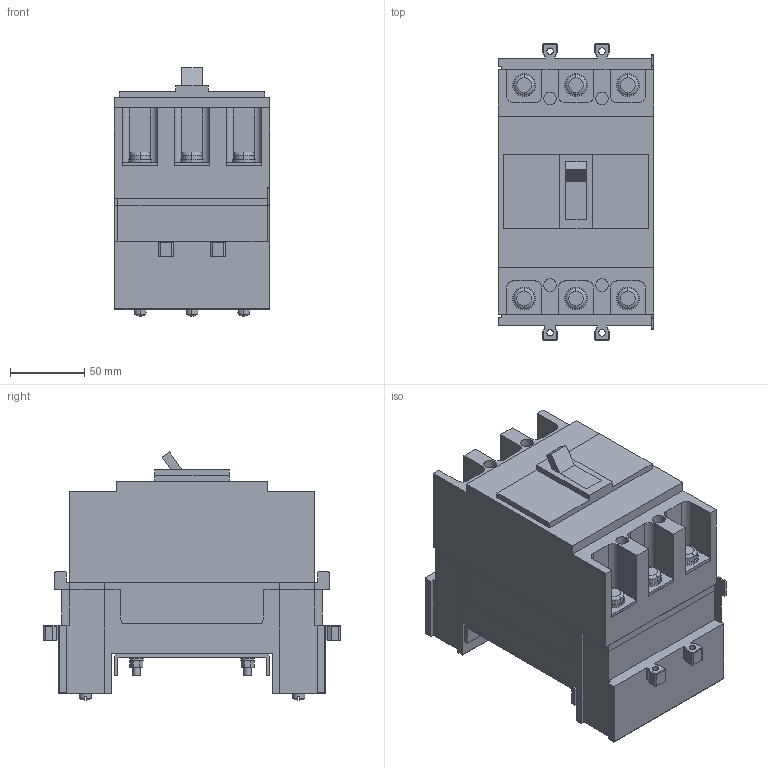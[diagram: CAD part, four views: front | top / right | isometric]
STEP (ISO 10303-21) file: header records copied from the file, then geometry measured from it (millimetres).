
FILE_DESCRIPTION(('CoCreate Modeling STEP Export'),'2;1');
FILE_NAME('Ｓ２２５ＮＦ３Ｍ.stp','2016-03-25T13:27:52',(''),(''),'CoCreate Modeling STEP processor for AP214 (Solid Model)','CoCreate Modeling 17.0 01-Apr-2010 (C) Parametric Technology GmbH','');
FILE_SCHEMA(('AUTOMOTIVE_DESIGN { 1 0 10303 214 1 1 1 1 }'));
Length unit declared in the file: millimetre
Products named in the file (14): P4.1; P12.4; P1; P2.2; P3.1; P4; P5; p8.3; p6.3; p7.2; p9.1; P11.5; P10; Ｓ２２５ＮＦ３Ｍ
Assembly tree (50 placements, depth 2):
  Ｓ２２５ＮＦ３Ｍ
    P12.4  x6
    P11.5  x6
    P10  x6
    p9.1  x6
    p7.2  x4
    p6.3  x4
    p8.3  x4
    P5
    P4
    P2.2  x4
    P3.1  x6
    P1
    P4.1
Bounding box: 105 x 200 x 167.48 mm (x, y, z)
Volume: 1987029.2 mm3; surface area: 308103.1 mm2
Topology: 50 solids, 50 shells, 851 faces, 2043 edges, 1334 vertices
Faces by surface type: plane 429, cylinder 374, sphere 28, torus 20
Entity records: 14355 total; most frequent: ORIENTED_EDGE 2438, CARTESIAN_POINT 2354, DIRECTION 2316, EDGE_CURVE 1219, VECTOR 804, LINE 804, VERTEX_POINT 794, AXIS2_PLACEMENT_3D 756
